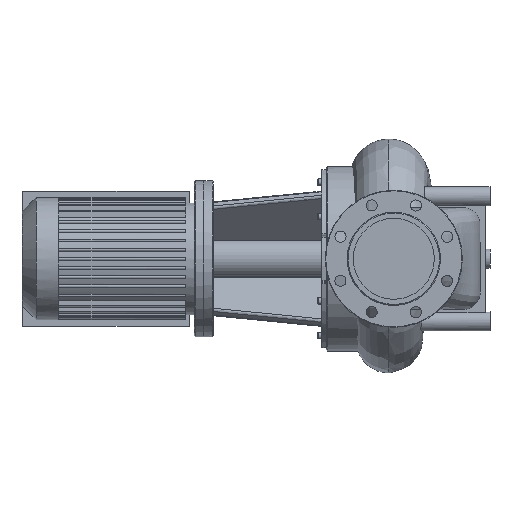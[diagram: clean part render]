
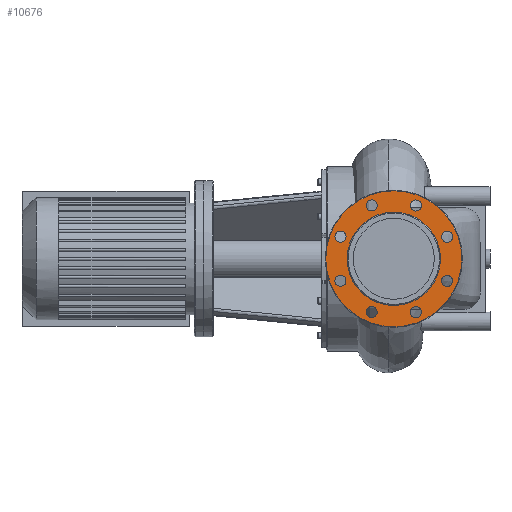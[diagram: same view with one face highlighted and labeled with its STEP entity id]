
A CAD part, left-side view. The second image highlights one B-rep face of the part: STEP entity #10676.
In plain terms, the highlighted planar face has unit normal (-1, 0, 0).
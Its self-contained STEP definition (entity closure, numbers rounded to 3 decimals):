
#2134=PLANE($,#11399);
#2593=FACE_BOUND($,#3450,.T.);
#2594=FACE_BOUND($,#3451,.T.);
#2595=FACE_BOUND($,#3452,.T.);
#2596=FACE_BOUND($,#3453,.T.);
#2597=FACE_BOUND($,#3454,.T.);
#2598=FACE_BOUND($,#3455,.T.);
#2599=FACE_BOUND($,#3456,.T.);
#2600=FACE_BOUND($,#3457,.T.);
#2601=FACE_BOUND($,#3458,.T.);
#2769=FACE_OUTER_BOUND($,#3449,.T.);
#3449=EDGE_LOOP($,(#7518));
#3450=EDGE_LOOP($,(#7519));
#3451=EDGE_LOOP($,(#7520));
#3452=EDGE_LOOP($,(#7521));
#3453=EDGE_LOOP($,(#7522));
#3454=EDGE_LOOP($,(#7523));
#3455=EDGE_LOOP($,(#7524));
#3456=EDGE_LOOP($,(#7525));
#3457=EDGE_LOOP($,(#7526));
#3458=EDGE_LOOP($,(#7527));
#4225=CIRCLE($,#11374,11.5);
#4227=CIRCLE($,#11377,11.5);
#4229=CIRCLE($,#11380,11.5);
#4231=CIRCLE($,#11383,11.5);
#4233=CIRCLE($,#11386,11.5);
#4235=CIRCLE($,#11389,11.5);
#4237=CIRCLE($,#11392,11.5);
#4239=CIRCLE($,#11395,11.5);
#4240=CIRCLE($,#11397,97.);
#4242=CIRCLE($,#11400,141.5);
#4764=VERTEX_POINT($,#23838);
#4766=VERTEX_POINT($,#23843);
#4768=VERTEX_POINT($,#23848);
#4770=VERTEX_POINT($,#23853);
#4772=VERTEX_POINT($,#23858);
#4774=VERTEX_POINT($,#23863);
#4776=VERTEX_POINT($,#23868);
#4778=VERTEX_POINT($,#23873);
#4779=VERTEX_POINT($,#23876);
#4781=VERTEX_POINT($,#23881);
#5841=EDGE_CURVE($,#4764,#4764,#4225,.T.);
#5843=EDGE_CURVE($,#4766,#4766,#4227,.T.);
#5845=EDGE_CURVE($,#4768,#4768,#4229,.T.);
#5847=EDGE_CURVE($,#4770,#4770,#4231,.T.);
#5849=EDGE_CURVE($,#4772,#4772,#4233,.T.);
#5851=EDGE_CURVE($,#4774,#4774,#4235,.T.);
#5853=EDGE_CURVE($,#4776,#4776,#4237,.T.);
#5855=EDGE_CURVE($,#4778,#4778,#4239,.T.);
#5856=EDGE_CURVE($,#4779,#4779,#4240,.T.);
#5858=EDGE_CURVE($,#4781,#4781,#4242,.T.);
#7518=ORIENTED_EDGE($,*,*,#5858,.F.);
#7519=ORIENTED_EDGE($,*,*,#5841,.T.);
#7520=ORIENTED_EDGE($,*,*,#5843,.T.);
#7521=ORIENTED_EDGE($,*,*,#5845,.T.);
#7522=ORIENTED_EDGE($,*,*,#5847,.T.);
#7523=ORIENTED_EDGE($,*,*,#5849,.T.);
#7524=ORIENTED_EDGE($,*,*,#5851,.T.);
#7525=ORIENTED_EDGE($,*,*,#5853,.T.);
#7526=ORIENTED_EDGE($,*,*,#5855,.T.);
#7527=ORIENTED_EDGE($,*,*,#5856,.T.);
#10676=ADVANCED_FACE($,(#2769,#2593,#2594,#2595,#2596,#2597,#2598,#2599,
#2600,#2601),#2134,.T.);
#11374=AXIS2_PLACEMENT_3D($,#23839,#12565,#12566);
#11377=AXIS2_PLACEMENT_3D($,#23844,#12571,#12572);
#11380=AXIS2_PLACEMENT_3D($,#23849,#12577,#12578);
#11383=AXIS2_PLACEMENT_3D($,#23854,#12583,#12584);
#11386=AXIS2_PLACEMENT_3D($,#23859,#12589,#12590);
#11389=AXIS2_PLACEMENT_3D($,#23864,#12595,#12596);
#11392=AXIS2_PLACEMENT_3D($,#23869,#12601,#12602);
#11395=AXIS2_PLACEMENT_3D($,#23874,#12607,#12608);
#11397=AXIS2_PLACEMENT_3D($,#23877,#12611,#12612);
#11399=AXIS2_PLACEMENT_3D($,#23880,#12615,#12616);
#11400=AXIS2_PLACEMENT_3D($,#23882,#12617,#12618);
#12565=DIRECTION('center_axis',(1.,0.,0.));
#12566=DIRECTION('ref_axis',(0.,-0.707,-0.707));
#12571=DIRECTION('center_axis',(1.,0.,0.));
#12572=DIRECTION('ref_axis',(0.,-1.,0.));
#12577=DIRECTION('center_axis',(1.,0.,0.));
#12578=DIRECTION('ref_axis',(0.,-0.707,0.707));
#12583=DIRECTION('center_axis',(1.,0.,0.));
#12584=DIRECTION('ref_axis',(0.,0.,
1.));
#12589=DIRECTION('center_axis',(1.,0.,0.));
#12590=DIRECTION('ref_axis',(0.,0.707,0.707));
#12595=DIRECTION('center_axis',(1.,0.,0.));
#12596=DIRECTION('ref_axis',(0.,1.,0.));
#12601=DIRECTION('center_axis',(1.,0.,0.));
#12602=DIRECTION('ref_axis',(0.,0.707,-0.707));
#12607=DIRECTION('center_axis',(1.,0.,0.));
#12608=DIRECTION('ref_axis',(0.,0.,-1.));
#12611=DIRECTION('center_axis',(1.,0.,0.));
#12612=DIRECTION('ref_axis',(0.,1.,0.));
#12615=DIRECTION('center_axis',(-1.,0.,0.));
#12616=DIRECTION('ref_axis',(0.,0.,1.));
#12617=DIRECTION('center_axis',(1.,0.,0.));
#12618=DIRECTION('ref_axis',(0.,1.,0.));
#23838=CARTESIAN_POINT('',(2.,118.997,-37.79));
#23839=CARTESIAN_POINT('Origin',(2.,110.866,-45.922));
#23843=CARTESIAN_POINT('',(2.,57.422,-110.866));
#23844=CARTESIAN_POINT('Origin',(2.,45.922,-110.866));
#23848=CARTESIAN_POINT('',(2.,-37.79,-118.997));
#23849=CARTESIAN_POINT('Origin',(2.,-45.922,-110.866));
#23853=CARTESIAN_POINT('',(2.,-110.866,-57.422));
#23854=CARTESIAN_POINT('Origin',(2.,-110.866,-45.922));
#23858=CARTESIAN_POINT('',(2.,-118.997,37.79));
#23859=CARTESIAN_POINT('Origin',(2.,-110.866,45.922));
#23863=CARTESIAN_POINT('',(2.,-57.422,110.866));
#23864=CARTESIAN_POINT('Origin',(2.,-45.922,110.866));
#23868=CARTESIAN_POINT('',(2.,37.79,118.997));
#23869=CARTESIAN_POINT('Origin',(2.,45.922,110.866));
#23873=CARTESIAN_POINT('',(2.,110.866,57.422));
#23874=CARTESIAN_POINT('Origin',(2.,110.866,45.922));
#23876=CARTESIAN_POINT('',(2.,97.,0.));
#23877=CARTESIAN_POINT('Origin',(2.,0.,0.));
#23880=CARTESIAN_POINT('Origin',(2.,119.25,0.));
#23881=CARTESIAN_POINT('',(2.,141.5,0.));
#23882=CARTESIAN_POINT('Origin',(2.,0.,
0.));
